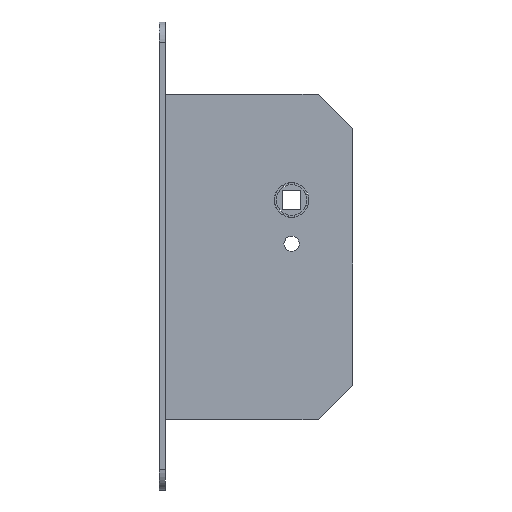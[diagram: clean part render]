
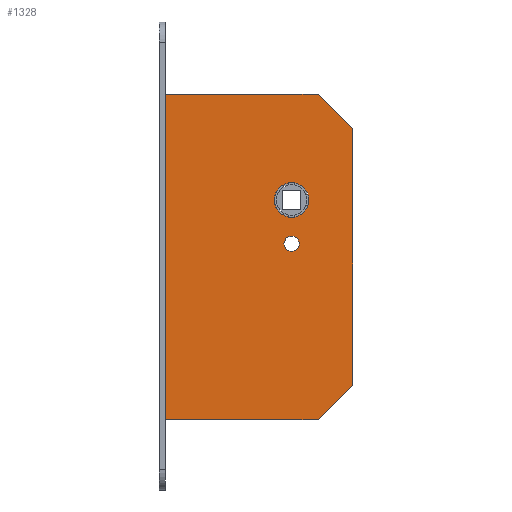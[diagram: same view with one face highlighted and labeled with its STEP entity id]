
A CAD part, top view. The second image highlights one B-rep face of the part: STEP entity #1328.
In plain terms, the highlighted planar face has unit normal (0, 0, 1).
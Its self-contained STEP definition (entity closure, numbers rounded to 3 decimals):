
#13 = CARTESIAN_POINT ( 'NONE',  ( -62., 52., 7.75 ) ) ;
#47 = CARTESIAN_POINT ( 'NONE',  ( 0., 0., 7.75 ) ) ;
#297 = EDGE_CURVE ( 'NONE', #9625, #8383, #10141, .T. ) ;
#441 = EDGE_LOOP ( 'NONE', ( #10585, #2812, #3450, #7597, #1086, #4098 ) ) ;
#552 = EDGE_CURVE ( 'NONE', #8383, #7494, #9004, .T. ) ;
#591 = LINE ( 'NONE', #3129, #5444 ) ;
#727 = DIRECTION ( 'NONE',  ( 1., 0., 0. ) ) ;
#768 = VECTOR ( 'NONE', #10163, 1000. ) ;
#782 = CARTESIAN_POINT ( 'NONE',  ( -62., -108., 7.75 ) ) ;
#794 = CARTESIAN_POINT ( 'NONE',  ( 0., -21.5, 7.75 ) ) ;
#1086 = ORIENTED_EDGE ( 'NONE', *, *, #552, .T. ) ;
#1150 = PLANE ( 'NONE',  #3297 ) ;
#1240 = VERTEX_POINT ( 'NONE', #1873 ) ;
#1328 = ADVANCED_FACE ( 'NONE', ( #4456, #5285, #2776 ), #1150, .T. ) ;
#1491 = DIRECTION ( 'NONE',  ( -0.707, 0.707, 0. ) ) ;
#1559 = CARTESIAN_POINT ( 'NONE',  ( 0., -21.5, 7.75 ) ) ;
#1794 = CARTESIAN_POINT ( 'NONE',  ( 8.5, 0., 7.75 ) ) ;
#1873 = CARTESIAN_POINT ( 'NONE',  ( 13., 52., 7.75 ) ) ;
#1882 = DIRECTION ( 'NONE',  ( 1., 0., 0. ) ) ;
#2599 = DIRECTION ( 'NONE',  ( 0., 0., 1. ) ) ;
#2668 = DIRECTION ( 'NONE',  ( 1., 0., 0. ) ) ;
#2776 = FACE_BOUND ( 'NONE', #8755, .T. ) ;
#2812 = ORIENTED_EDGE ( 'NONE', *, *, #5113, .T. ) ;
#2866 = CIRCLE ( 'NONE', #9114, 3.75 ) ;
#2990 = ORIENTED_EDGE ( 'NONE', *, *, #5649, .F. ) ;
#3129 = CARTESIAN_POINT ( 'NONE',  ( 30., 35., 7.75 ) ) ;
#3257 = AXIS2_PLACEMENT_3D ( 'NONE', #3331, #2599, #10314 ) ;
#3297 = AXIS2_PLACEMENT_3D ( 'NONE', #6185, #4567, #2668 ) ;
#3325 = VERTEX_POINT ( 'NONE', #7875 ) ;
#3331 = CARTESIAN_POINT ( 'NONE',  ( 0., 0., 7.75 ) ) ;
#3450 = ORIENTED_EDGE ( 'NONE', *, *, #3607, .T. ) ;
#3488 = AXIS2_PLACEMENT_3D ( 'NONE', #47, #9350, #727 ) ;
#3532 = VERTEX_POINT ( 'NONE', #7561 ) ;
#3538 = EDGE_CURVE ( 'NONE', #4191, #9024, #8291, .T. ) ;
#3607 = EDGE_CURVE ( 'NONE', #3325, #9625, #8454, .T. ) ;
#3751 = CARTESIAN_POINT ( 'NONE',  ( 30., 35., 7.75 ) ) ;
#4098 = ORIENTED_EDGE ( 'NONE', *, *, #4880, .T. ) ;
#4191 = VERTEX_POINT ( 'NONE', #1794 ) ;
#4221 = DIRECTION ( 'NONE',  ( 0., 0., 1. ) ) ;
#4456 = FACE_BOUND ( 'NONE', #10416, .T. ) ;
#4567 = DIRECTION ( 'NONE',  ( 0., 0., 1. ) ) ;
#4862 = CARTESIAN_POINT ( 'NONE',  ( 30., -91., 7.75 ) ) ;
#4880 = EDGE_CURVE ( 'NONE', #7494, #1240, #591, .T. ) ;
#5113 = EDGE_CURVE ( 'NONE', #6775, #3325, #8934, .T. ) ;
#5135 = CARTESIAN_POINT ( 'NONE',  ( 13., 52., 7.75 ) ) ;
#5273 = VECTOR ( 'NONE', #7633, 1000. ) ;
#5285 = FACE_OUTER_BOUND ( 'NONE', #441, .T. ) ;
#5444 = VECTOR ( 'NONE', #1491, 1000. ) ;
#5649 = EDGE_CURVE ( 'NONE', #8595, #3532, #2866, .T. ) ;
#5754 = CIRCLE ( 'NONE', #7194, 3.75 ) ;
#6185 = CARTESIAN_POINT ( 'NONE',  ( 0., 0., 7.75 ) ) ;
#6775 = VERTEX_POINT ( 'NONE', #13 ) ;
#7148 = CARTESIAN_POINT ( 'NONE',  ( -62., 52., 7.75 ) ) ;
#7194 = AXIS2_PLACEMENT_3D ( 'NONE', #1559, #8336, #1882 ) ;
#7494 = VERTEX_POINT ( 'NONE', #3751 ) ;
#7561 = CARTESIAN_POINT ( 'NONE',  ( 3.75, -21.5, 7.75 ) ) ;
#7597 = ORIENTED_EDGE ( 'NONE', *, *, #297, .T. ) ;
#7626 = DIRECTION ( 'NONE',  ( 1., 0., 0. ) ) ;
#7633 = DIRECTION ( 'NONE',  ( 0.707, 0.707, 0. ) ) ;
#7711 = LINE ( 'NONE', #5135, #768 ) ;
#7774 = EDGE_CURVE ( 'NONE', #1240, #6775, #7711, .T. ) ;
#7875 = CARTESIAN_POINT ( 'NONE',  ( -62., -108., 7.75 ) ) ;
#8086 = EDGE_CURVE ( 'NONE', #9024, #4191, #10751, .T. ) ;
#8281 = CARTESIAN_POINT ( 'NONE',  ( 13., -108., 7.75 ) ) ;
#8290 = CARTESIAN_POINT ( 'NONE',  ( 30., -91., 7.75 ) ) ;
#8291 = CIRCLE ( 'NONE', #3488, 8.5 ) ;
#8336 = DIRECTION ( 'NONE',  ( 0., 0., 1. ) ) ;
#8383 = VERTEX_POINT ( 'NONE', #8290 ) ;
#8390 = DIRECTION ( 'NONE',  ( 0., 1., 0. ) ) ;
#8454 = LINE ( 'NONE', #782, #9369 ) ;
#8458 = CARTESIAN_POINT ( 'NONE',  ( -8.5, 0., 7.75 ) ) ;
#8595 = VERTEX_POINT ( 'NONE', #10927 ) ;
#8755 = EDGE_LOOP ( 'NONE', ( #9984, #9882 ) ) ;
#8792 = VECTOR ( 'NONE', #8390, 1000. ) ;
#8912 = EDGE_CURVE ( 'NONE', #3532, #8595, #5754, .T. ) ;
#8934 = LINE ( 'NONE', #7148, #10628 ) ;
#9004 = LINE ( 'NONE', #4862, #8792 ) ;
#9024 = VERTEX_POINT ( 'NONE', #8458 ) ;
#9114 = AXIS2_PLACEMENT_3D ( 'NONE', #794, #4221, #7626 ) ;
#9350 = DIRECTION ( 'NONE',  ( 0., 0., 1. ) ) ;
#9369 = VECTOR ( 'NONE', #10176, 1000. ) ;
#9625 = VERTEX_POINT ( 'NONE', #8281 ) ;
#9880 = ORIENTED_EDGE ( 'NONE', *, *, #8912, .F. ) ;
#9882 = ORIENTED_EDGE ( 'NONE', *, *, #3538, .F. ) ;
#9984 = ORIENTED_EDGE ( 'NONE', *, *, #8086, .F. ) ;
#10031 = CARTESIAN_POINT ( 'NONE',  ( 13., -108., 7.75 ) ) ;
#10141 = LINE ( 'NONE', #10031, #5273 ) ;
#10163 = DIRECTION ( 'NONE',  ( -1., 0., 0. ) ) ;
#10176 = DIRECTION ( 'NONE',  ( 1., 0., 0. ) ) ;
#10314 = DIRECTION ( 'NONE',  ( 1., 0., 0. ) ) ;
#10416 = EDGE_LOOP ( 'NONE', ( #2990, #9880 ) ) ;
#10495 = DIRECTION ( 'NONE',  ( 0., -1., 0. ) ) ;
#10585 = ORIENTED_EDGE ( 'NONE', *, *, #7774, .T. ) ;
#10628 = VECTOR ( 'NONE', #10495, 1000. ) ;
#10751 = CIRCLE ( 'NONE', #3257, 8.5 ) ;
#10927 = CARTESIAN_POINT ( 'NONE',  ( -3.75, -21.5, 7.75 ) ) ;
